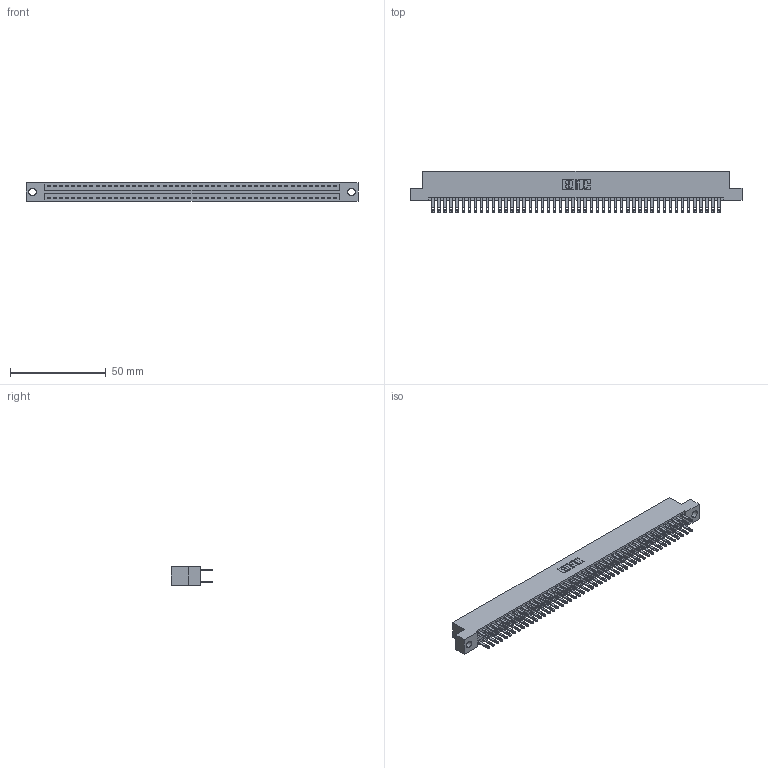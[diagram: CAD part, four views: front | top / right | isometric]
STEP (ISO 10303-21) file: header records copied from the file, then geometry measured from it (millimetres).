
FILE_DESCRIPTION (( 'STEP AP203' ), '1' );
FILE_NAME ('346-096-500-204.STEP', '2018-08-30T06:16:32', ( '' ), ( '' ), 'SwSTEP 2.0', 'SolidWorks 2016', '' );
FILE_SCHEMA (( 'CONFIG_CONTROL_DESIGN' ));
Length unit declared in the file: inch
Products named in the file (3): 346 Part_Flush Mounting Lugs - 0.156 Dia-TH; 345-292-001_345-293-100; 346-096-500-204
Assembly tree (97 placements, depth 2):
  346-096-500-204
    346 Part_Flush Mounting Lugs - 0.156 Dia-TH
    345-292-001_345-293-100  x96
Bounding box: 172.97 x 21.84 x 9.4 mm (x, y, z)
Volume: 17119.2 mm3; surface area: 24444 mm2
Topology: 97 solids, 97 shells, 4730 faces, 14441 edges, 9626 vertices
Faces by surface type: plane 2860, cylinder 1870
Entity records: 30451 total; most frequent: CARTESIAN_POINT 5008, ORIENTED_EDGE 4942, DIRECTION 4467, EDGE_CURVE 2471, VECTOR 2143, LINE 2143, VERTEX_POINT 1646, AXIS2_PLACEMENT_3D 1162
